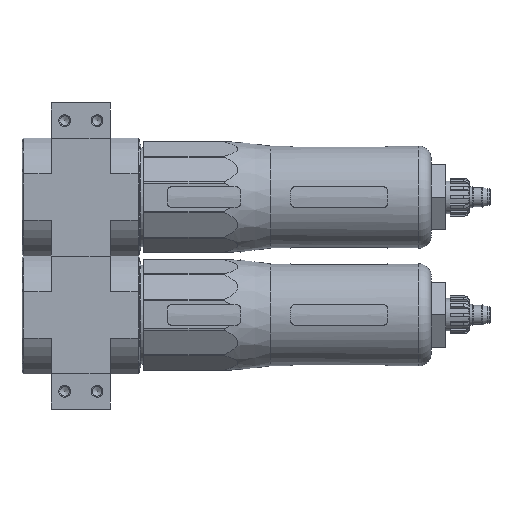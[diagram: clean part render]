
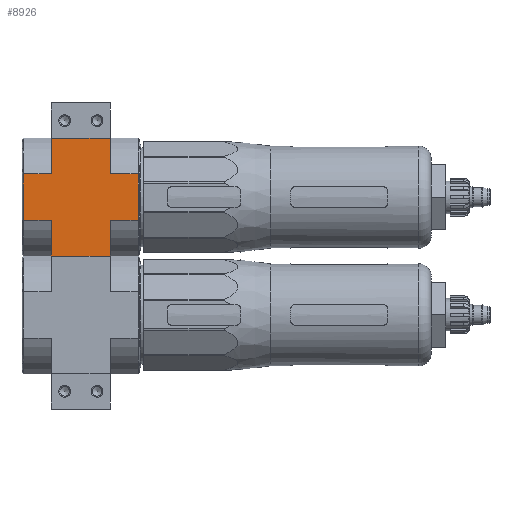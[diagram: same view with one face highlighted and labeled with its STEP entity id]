
A CAD part, left-side view. The second image highlights one B-rep face of the part: STEP entity #8926.
In plain terms, the highlighted face is planar.
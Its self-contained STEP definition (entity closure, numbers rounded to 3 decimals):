
#1850=ORIENTED_EDGE('',*,*,#4098,.T.);
#1851=ORIENTED_EDGE('',*,*,#4099,.F.);
#1852=ORIENTED_EDGE('',*,*,#4100,.T.);
#1853=ORIENTED_EDGE('',*,*,#4101,.F.);
#1854=ORIENTED_EDGE('',*,*,#4096,.T.);
#1855=ORIENTED_EDGE('',*,*,#4102,.T.);
#1856=ORIENTED_EDGE('',*,*,#4103,.F.);
#1857=ORIENTED_EDGE('',*,*,#4104,.T.);
#1858=ORIENTED_EDGE('',*,*,#4105,.F.);
#1859=ORIENTED_EDGE('',*,*,#4106,.T.);
#1860=ORIENTED_EDGE('',*,*,#4065,.F.);
#1861=ORIENTED_EDGE('',*,*,#4107,.F.);
#4065=EDGE_CURVE('',#5224,#5225,#6025,.T.);
#4096=EDGE_CURVE('',#5254,#5253,#6053,.T.);
#4098=EDGE_CURVE('',#5255,#5256,#6055,.F.);
#4099=EDGE_CURVE('',#5257,#5256,#6056,.T.);
#4100=EDGE_CURVE('',#5257,#5258,#6057,.T.);
#4101=EDGE_CURVE('',#5254,#5258,#6058,.T.);
#4102=EDGE_CURVE('',#5253,#5259,#6059,.T.);
#4103=EDGE_CURVE('',#5260,#5259,#6060,.T.);
#4104=EDGE_CURVE('',#5260,#5261,#6061,.T.);
#4105=EDGE_CURVE('',#5262,#5261,#6062,.F.);
#4106=EDGE_CURVE('',#5262,#5225,#6063,.T.);
#4107=EDGE_CURVE('',#5255,#5224,#6064,.T.);
#5224=VERTEX_POINT('',#16512);
#5225=VERTEX_POINT('',#16514);
#5253=VERTEX_POINT('',#16574);
#5254=VERTEX_POINT('',#16576);
#5255=VERTEX_POINT('',#16580);
#5256=VERTEX_POINT('',#16581);
#5257=VERTEX_POINT('',#16583);
#5258=VERTEX_POINT('',#16585);
#5259=VERTEX_POINT('',#16588);
#5260=VERTEX_POINT('',#16590);
#5261=VERTEX_POINT('',#16592);
#5262=VERTEX_POINT('',#16594);
#6025=LINE('',#16513,#6625);
#6053=LINE('',#16575,#6653);
#6055=LINE('',#16579,#6655);
#6056=LINE('',#16582,#6656);
#6057=LINE('',#16584,#6657);
#6058=LINE('',#16586,#6658);
#6059=LINE('',#16587,#6659);
#6060=LINE('',#16589,#6660);
#6061=LINE('',#16591,#6661);
#6062=LINE('',#16593,#6662);
#6063=LINE('',#16595,#6663);
#6064=LINE('',#16596,#6664);
#6625=VECTOR('',#13619,1000.);
#6653=VECTOR('',#13657,1000.);
#6655=VECTOR('',#13661,1000.);
#6656=VECTOR('',#13662,1000.);
#6657=VECTOR('',#13663,1000.);
#6658=VECTOR('',#13664,1000.);
#6659=VECTOR('',#13665,1000.);
#6660=VECTOR('',#13666,1000.);
#6661=VECTOR('',#13667,1000.);
#6662=VECTOR('',#13668,1000.);
#6663=VECTOR('',#13669,1000.);
#6664=VECTOR('',#13670,1000.);
#7234=EDGE_LOOP('',(#1850,#1851,#1852,#1853,#1854,#1855,#1856,#1857,#1858,
#1859,#1860,#1861));
#7977=FACE_BOUND('',#7234,.T.);
#8562=PLANE('',#12060);
#8926=ADVANCED_FACE('',(#7977),#8562,.F.);
#12060=AXIS2_PLACEMENT_3D('',#16578,#13659,#13660);
#13619=DIRECTION('',(0.,-1.,0.));
#13657=DIRECTION('',(0.,-1.,0.));
#13659=DIRECTION('',(0.,0.,1.));
#13660=DIRECTION('',(1.,0.,0.));
#13661=DIRECTION('',(0.,-1.,0.));
#13662=DIRECTION('',(-1.,0.,0.));
#13663=DIRECTION('',(0.,-1.,0.));
#13664=DIRECTION('',(-1.,0.,0.));
#13665=DIRECTION('',(-1.,0.,0.));
#13666=DIRECTION('',(0.,1.,0.));
#13667=DIRECTION('',(-1.,0.,0.));
#13668=DIRECTION('',(0.,1.,0.));
#13669=DIRECTION('',(-1.,0.,0.));
#13670=DIRECTION('',(-1.,0.,0.));
#16512=CARTESIAN_POINT('',(-20.,10.,-20.));
#16513=CARTESIAN_POINT('',(-20.,20.,-20.));
#16514=CARTESIAN_POINT('',(-20.,-10.,-20.));
#16574=CARTESIAN_POINT('',(20.,-10.,-20.));
#16575=CARTESIAN_POINT('',(20.,20.,-20.));
#16576=CARTESIAN_POINT('',(20.,10.,-20.));
#16578=CARTESIAN_POINT('',(20.,20.,-20.));
#16579=CARTESIAN_POINT('',(-7.89,30.,-20.));
#16580=CARTESIAN_POINT('',(-7.89,10.,-20.));
#16581=CARTESIAN_POINT('',(-7.89,19.5,-20.));
#16582=CARTESIAN_POINT('',(20.,19.5,-20.));
#16583=CARTESIAN_POINT('',(7.89,19.5,-20.));
#16584=CARTESIAN_POINT('',(7.89,30.,-20.));
#16585=CARTESIAN_POINT('',(7.89,10.,-20.));
#16586=CARTESIAN_POINT('',(20.,10.,-20.));
#16587=CARTESIAN_POINT('',(20.,-10.,-20.));
#16588=CARTESIAN_POINT('',(7.89,-10.,-20.));
#16589=CARTESIAN_POINT('',(7.89,-30.,-20.));
#16590=CARTESIAN_POINT('',(7.89,-19.5,-20.));
#16591=CARTESIAN_POINT('',(20.,-19.5,-20.));
#16592=CARTESIAN_POINT('',(-7.89,-19.5,-20.));
#16593=CARTESIAN_POINT('',(-7.89,-30.,-20.));
#16594=CARTESIAN_POINT('',(-7.89,-10.,-20.));
#16595=CARTESIAN_POINT('',(20.,-10.,-20.));
#16596=CARTESIAN_POINT('',(20.,10.,-20.));
